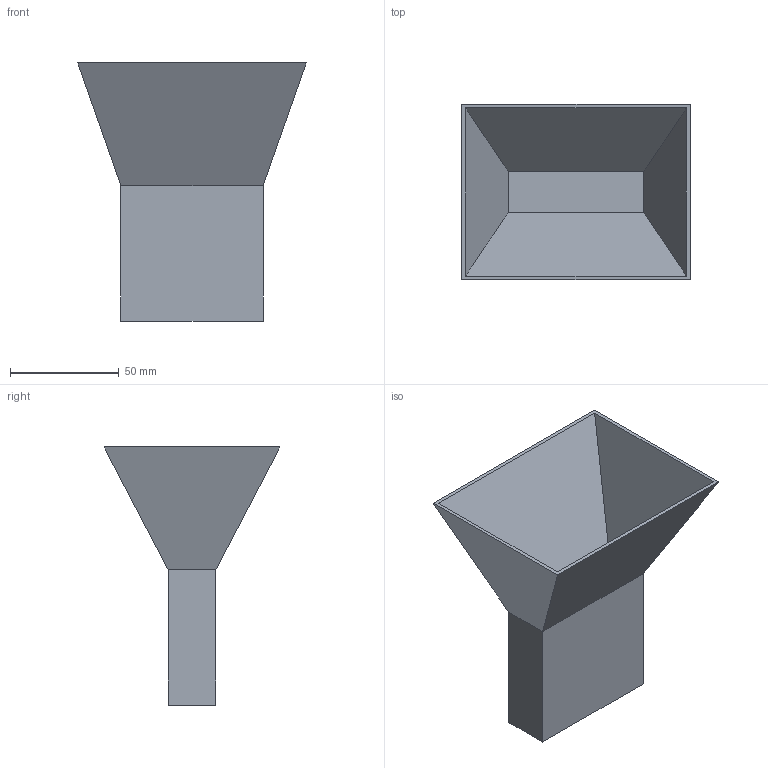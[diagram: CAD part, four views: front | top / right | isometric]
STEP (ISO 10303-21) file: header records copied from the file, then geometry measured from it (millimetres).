
FILE_DESCRIPTION (( 'STEP AP214' ), '1' );
FILE_NAME ('Original EH Model 1181-LI-T Solid Model.STEP', '2023-12-17T22:17:10', ( '' ), ( '' ), 'SwSTEP 2.0', 'SolidWorks 2022', '' );
FILE_SCHEMA (( 'AUTOMOTIVE_DESIGN' ));
Length unit declared in the file: millimetre
Products named in the file (1): Original EH Model 1181-LI-T Solid Model
Bounding box: 105.16 x 81.03 x 118.87 mm (x, y, z)
Volume: 45337.4 mm3; surface area: 57324 mm2
Topology: 1 solids, 1 shells, 19 faces, 44 edges, 28 vertices
Faces by surface type: plane 19
Entity records: 560 total; most frequent: CARTESIAN_POINT 92, ORIENTED_EDGE 88, DIRECTION 84, LINE 44, VECTOR 44, EDGE_CURVE 44, VERTEX_POINT 28, EDGE_LOOP 20
